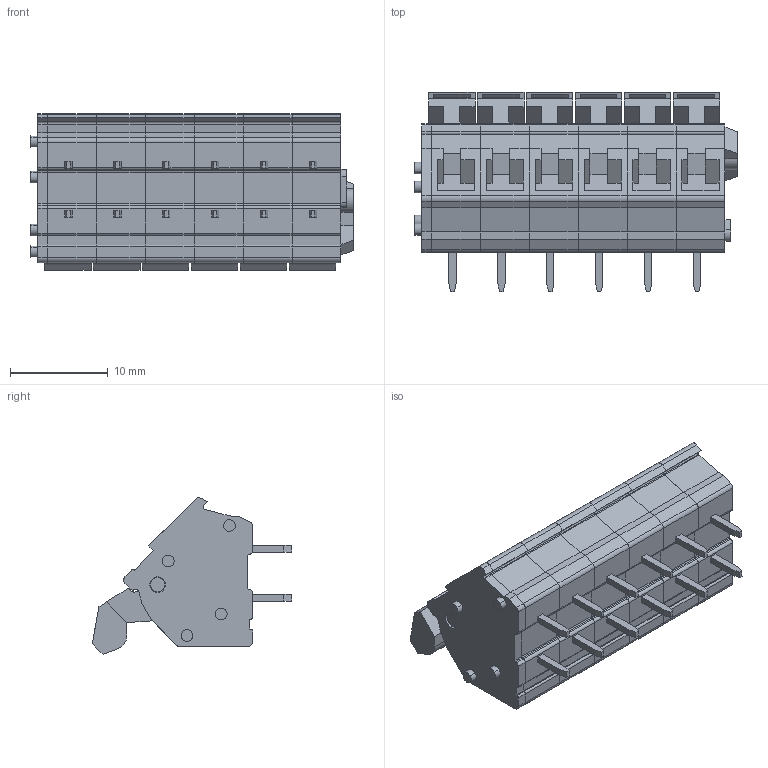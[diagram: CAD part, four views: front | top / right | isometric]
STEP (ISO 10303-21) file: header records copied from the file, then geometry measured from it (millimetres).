
FILE_DESCRIPTION (( 'STEP AP214' ), '1' );
FILE_NAME ('CUI_DEVICES_TBL005A-500-06BE-2BE.step', '2019-11-29T06:35:06', ( '' ), ( '' ), 'SwSTEP 2.0', 'SolidWorks 2019', '' );
FILE_SCHEMA (( 'AUTOMOTIVE_DESIGN' ));
Length unit declared in the file: millimetre
Products named in the file (4): TBL005A-500 - BODY_Blue; TBL005A-500 - PUSH BUTTON_Blue; TBL005A-500 - END CAP_Blue; CUI_DEVICES_TBL005A-500-06BE-2BE
Assembly tree (13 placements, depth 2):
  CUI_DEVICES_TBL005A-500-06BE-2BE
    TBL005A-500 - END CAP_Blue
    TBL005A-500 - BODY_Blue  x6
    TBL005A-500 - PUSH BUTTON_Blue  x6
Bounding box: 32.95 x 20.37 x 16 mm (x, y, z)
Volume: 4568.3 mm3; surface area: 5077.7 mm2
Topology: 14 solids, 14 shells, 753 faces, 2051 edges, 1361 vertices
Faces by surface type: plane 535, cylinder 218
Entity records: 7759 total; most frequent: CARTESIAN_POINT 989, DIRECTION 989, ORIENTED_EDGE 952, EDGE_CURVE 476, VECTOR 349, LINE 349, AXIS2_PLACEMENT_3D 320, VERTEX_POINT 316
